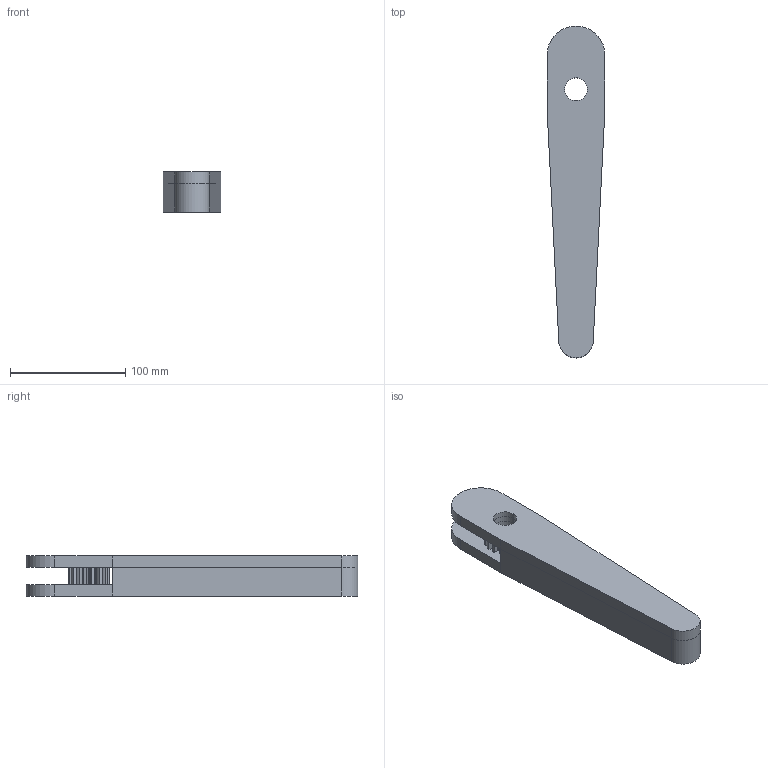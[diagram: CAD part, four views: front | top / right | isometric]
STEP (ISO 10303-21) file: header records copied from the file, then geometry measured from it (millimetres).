
FILE_DESCRIPTION (( 'STEP AP214' ), '1' );
FILE_NAME ('assemblage tibiat.STEP', '2021-04-03T08:52:03', ( '' ), ( '' ), 'SwSTEP 2.0', 'SolidWorks 2020', '' );
FILE_SCHEMA (( 'AUTOMOTIVE_DESIGN' ));
Length unit declared in the file: millimetre
Products named in the file (3): assemblage tibiat; tibiat par1; tibiat part 2
Assembly tree (2 placements, depth 2):
  assemblage tibiat
    tibiat par1
    tibiat part 2
Bounding box: 50 x 288.49 x 35 mm (x, y, z)
Volume: 358284.5 mm3; surface area: 72608.2 mm2
Topology: 2 solids, 2 shells, 130 faces, 373 edges, 248 vertices
Faces by surface type: cylinder 116, plane 14
Entity records: 4511 total; most frequent: DIRECTION 875, CARTESIAN_POINT 756, ORIENTED_EDGE 746, EDGE_CURVE 373, AXIS2_PLACEMENT_3D 367, VERTEX_POINT 248, CIRCLE 232, VECTOR 141
